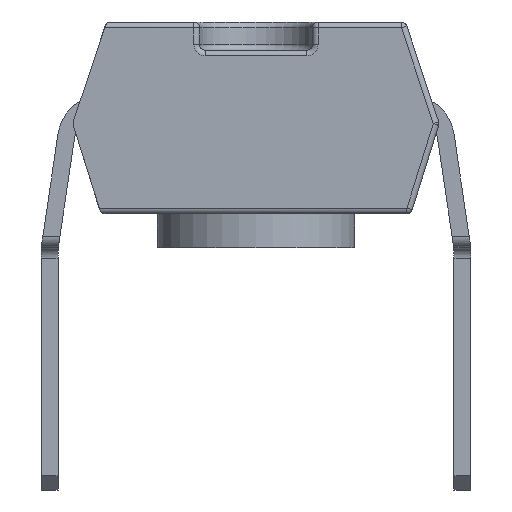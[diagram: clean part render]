
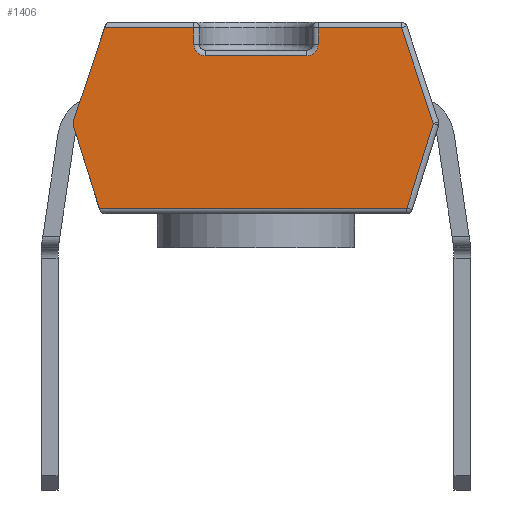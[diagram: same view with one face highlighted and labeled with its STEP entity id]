
A CAD part, left-side view. The second image highlights one B-rep face of the part: STEP entity #1406.
In plain terms, the highlighted planar face has unit normal (-1, 0, 0).
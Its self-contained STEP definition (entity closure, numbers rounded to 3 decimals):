
#123=CARTESIAN_POINT('',(-9.6,1.1,3.6));
#124=VERTEX_POINT('',#123);
#132=CARTESIAN_POINT('',(-9.6,0.9,3.4));
#133=VERTEX_POINT('',#132);
#134=CARTESIAN_POINT('',(-9.6,0.9,3.6));
#135=DIRECTION('',(-1.0,0.0,0.0));
#136=DIRECTION('',(0.0,0.707,-0.707));
#137=AXIS2_PLACEMENT_3D('',#134,#135,#136);
#138=CIRCLE('',#137,0.2);
#139=EDGE_CURVE('',#124,#133,#138,.T.);
#158=CARTESIAN_POINT('',(-9.6,1.1,3.9));
#159=VERTEX_POINT('',#158);
#167=CARTESIAN_POINT('',(-9.6,1.1,3.9));
#168=DIRECTION('',(0.0,0.0,-1.0));
#169=VECTOR('',#168,0.3);
#170=LINE('',#167,#169);
#171=EDGE_CURVE('',#159,#124,#170,.T.);
#188=CARTESIAN_POINT('',(-9.6,-0.9,3.4));
#189=VERTEX_POINT('',#188);
#190=CARTESIAN_POINT('',(-9.6,-1.1,3.6));
#191=VERTEX_POINT('',#190);
#192=CARTESIAN_POINT('',(-9.6,-0.9,3.6));
#193=DIRECTION('',(-1.0,0.0,0.0));
#194=DIRECTION('',(0.0,-0.707,-0.707));
#195=AXIS2_PLACEMENT_3D('',#192,#193,#194);
#196=CIRCLE('',#195,0.2);
#197=EDGE_CURVE('',#189,#191,#196,.T.);
#232=CARTESIAN_POINT('',(-9.6,-1.1,3.9));
#233=VERTEX_POINT('',#232);
#250=CARTESIAN_POINT('',(-9.6,-1.1,3.6));
#251=DIRECTION('',(0.0,0.0,1.0));
#252=VECTOR('',#251,0.3);
#253=LINE('',#250,#252);
#254=EDGE_CURVE('',#191,#233,#253,.T.);
#353=CARTESIAN_POINT('',(-9.6,0.9,3.4));
#354=DIRECTION('',(0.0,-1.0,0.0));
#355=VECTOR('',#354,1.8);
#356=LINE('',#353,#355);
#357=EDGE_CURVE('',#133,#189,#356,.T.);
#511=CARTESIAN_POINT('',(-9.6,-2.676,0.7));
#512=VERTEX_POINT('',#511);
#553=CARTESIAN_POINT('',(-9.6,2.781,0.7));
#554=VERTEX_POINT('',#553);
#555=CARTESIAN_POINT('',(-9.6,-2.676,0.7));
#556=DIRECTION('',(0.0,1.0,0.0));
#557=VECTOR('',#556,5.458);
#558=LINE('',#555,#557);
#559=EDGE_CURVE('',#512,#554,#558,.T.);
#680=CARTESIAN_POINT('',(-9.6,-3.145,2.199));
#681=VERTEX_POINT('',#680);
#750=CARTESIAN_POINT('',(-9.6,-2.578,3.9));
#751=VERTEX_POINT('',#750);
#783=CARTESIAN_POINT('',(-9.6,-1.1,3.9));
#784=DIRECTION('',(0.0,-1.0,0.0));
#785=VECTOR('',#784,1.478);
#786=LINE('',#783,#785);
#787=EDGE_CURVE('',#233,#751,#786,.T.);
#812=CARTESIAN_POINT('',(-9.6,-2.578,3.9));
#813=DIRECTION('',(0.0,-0.316,-0.949));
#814=VECTOR('',#813,1.793);
#815=LINE('',#812,#814);
#816=EDGE_CURVE('',#751,#681,#815,.T.);
#900=CARTESIAN_POINT('',(-9.6,-3.145,2.199));
#901=DIRECTION('',(0.0,0.298,-0.954));
#902=VECTOR('',#901,1.57);
#903=LINE('',#900,#902);
#904=EDGE_CURVE('',#681,#512,#903,.T.);
#1006=CARTESIAN_POINT('',(-9.6,2.683,3.9));
#1007=VERTEX_POINT('',#1006);
#1015=CARTESIAN_POINT('',(-9.6,2.683,3.9));
#1016=DIRECTION('',(0.0,-1.0,0.0));
#1017=VECTOR('',#1016,1.583);
#1018=LINE('',#1015,#1017);
#1019=EDGE_CURVE('',#1007,#159,#1018,.T.);
#1073=CARTESIAN_POINT('',(-9.6,3.24,2.169));
#1074=VERTEX_POINT('',#1073);
#1075=CARTESIAN_POINT('',(-9.6,3.24,2.231));
#1076=VERTEX_POINT('',#1075);
#1077=CARTESIAN_POINT('',(-9.6,3.145,2.199));
#1078=DIRECTION('',(1.0,0.0,0.0));
#1079=DIRECTION('',(0.0,1.,0.009));
#1080=AXIS2_PLACEMENT_3D('',#1077,#1078,#1079);
#1081=CIRCLE('',#1080,0.1);
#1082=EDGE_CURVE('',#1074,#1076,#1081,.T.);
#1256=CARTESIAN_POINT('',(-9.6,3.24,2.231));
#1257=DIRECTION('',(0.0,-0.316,0.949));
#1258=VECTOR('',#1257,1.76);
#1259=LINE('',#1256,#1258);
#1260=EDGE_CURVE('',#1076,#1007,#1259,.T.);
#1381=CARTESIAN_POINT('',(-9.6,-3.25,0.6));
#1382=DIRECTION('',(-1.0,0.0,0.0));
#1383=DIRECTION('',(0.0,0.0,1.0));
#1384=AXIS2_PLACEMENT_3D('',#1381,#1382,#1383);
#1385=PLANE('',#1384);
#1386=ORIENTED_EDGE('',*,*,#1019,.F.);
#1387=ORIENTED_EDGE('',*,*,#1260,.F.);
#1388=ORIENTED_EDGE('',*,*,#1082,.F.);
#1389=CARTESIAN_POINT('',(-9.6,2.781,0.7));
#1390=DIRECTION('',(0.0,0.298,0.954));
#1391=VECTOR('',#1390,1.539);
#1392=LINE('',#1389,#1391);
#1393=EDGE_CURVE('',#554,#1074,#1392,.T.);
#1394=ORIENTED_EDGE('',*,*,#1393,.F.);
#1395=ORIENTED_EDGE('',*,*,#559,.F.);
#1396=ORIENTED_EDGE('',*,*,#904,.F.);
#1397=ORIENTED_EDGE('',*,*,#816,.F.);
#1398=ORIENTED_EDGE('',*,*,#787,.F.);
#1399=ORIENTED_EDGE('',*,*,#254,.F.);
#1400=ORIENTED_EDGE('',*,*,#197,.F.);
#1401=ORIENTED_EDGE('',*,*,#357,.F.);
#1402=ORIENTED_EDGE('',*,*,#139,.F.);
#1403=ORIENTED_EDGE('',*,*,#171,.F.);
#1404=EDGE_LOOP('',(#1386,#1387,#1388,#1394,#1395,#1396,#1397,#1398,#1399,#1400,#1401,#1402,#1403));
#1405=FACE_OUTER_BOUND('',#1404,.T.);
#1406=ADVANCED_FACE('',(#1405),#1385,.T.);
